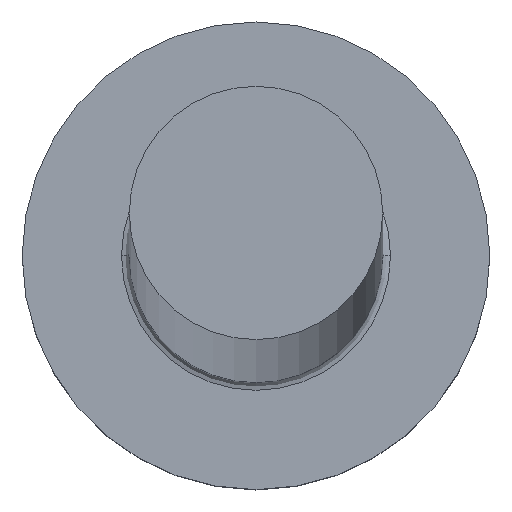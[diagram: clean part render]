
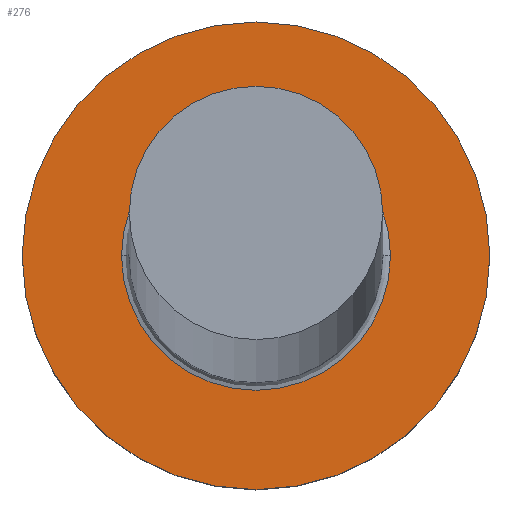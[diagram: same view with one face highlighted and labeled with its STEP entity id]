
A CAD part, top view. The second image highlights one B-rep face of the part: STEP entity #276.
In plain terms, the highlighted planar face has unit normal (0, 0, 1).
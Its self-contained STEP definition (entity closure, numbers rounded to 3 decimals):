
#8 = VERTEX_POINT ( 'NONE', #142 ) ;
#13 = ORIENTED_EDGE ( 'NONE', *, *, #133, .T. ) ;
#23 = DIRECTION ( 'NONE',  ( 0., 0., 1. ) ) ;
#26 = CARTESIAN_POINT ( 'NONE',  ( 6., 0., 5. ) ) ;
#28 = DIRECTION ( 'NONE',  ( 0., 0., -1. ) ) ;
#43 = CARTESIAN_POINT ( 'NONE',  ( -3.45, 0., 5. ) ) ;
#44 = DIRECTION ( 'NONE',  ( 0., 0., 1. ) ) ;
#48 = AXIS2_PLACEMENT_3D ( 'NONE', #131, #105, #274 ) ;
#49 = FACE_BOUND ( 'NONE', #136, .T. ) ;
#52 = ORIENTED_EDGE ( 'NONE', *, *, #234, .T. ) ;
#53 = DIRECTION ( 'NONE',  ( 1., 0., 0. ) ) ;
#105 = DIRECTION ( 'NONE',  ( 0., 0., -1. ) ) ;
#107 = CIRCLE ( 'NONE', #297, 3.45 ) ;
#108 = FACE_OUTER_BOUND ( 'NONE', #160, .T. ) ;
#121 = CIRCLE ( 'NONE', #163, 6. ) ;
#123 = AXIS2_PLACEMENT_3D ( 'NONE', #199, #44, #144 ) ;
#131 = CARTESIAN_POINT ( 'NONE',  ( 0., 0., 5. ) ) ;
#133 = EDGE_CURVE ( 'NONE', #302, #228, #121, .T. ) ;
#136 = EDGE_LOOP ( 'NONE', ( #167, #138 ) ) ;
#138 = ORIENTED_EDGE ( 'NONE', *, *, #280, .T. ) ;
#142 = CARTESIAN_POINT ( 'NONE',  ( 3.45, 0., 5. ) ) ;
#144 = DIRECTION ( 'NONE',  ( 1., 0., 0. ) ) ;
#146 = DIRECTION ( 'NONE',  ( 1., 0., 0. ) ) ;
#160 = EDGE_LOOP ( 'NONE', ( #52, #13 ) ) ;
#163 = AXIS2_PLACEMENT_3D ( 'NONE', #266, #23, #146 ) ;
#167 = ORIENTED_EDGE ( 'NONE', *, *, #307, .T. ) ;
#197 = CARTESIAN_POINT ( 'NONE',  ( -6., 0., 5. ) ) ;
#199 = CARTESIAN_POINT ( 'NONE',  ( 0., 0., 5. ) ) ;
#202 = CARTESIAN_POINT ( 'NONE',  ( 0., 0., 5. ) ) ;
#208 = VERTEX_POINT ( 'NONE', #43 ) ;
#225 = DIRECTION ( 'NONE',  ( 0., 0., 1. ) ) ;
#228 = VERTEX_POINT ( 'NONE', #197 ) ;
#232 = AXIS2_PLACEMENT_3D ( 'NONE', #245, #225, #271 ) ;
#234 = EDGE_CURVE ( 'NONE', #228, #302, #242, .T. ) ;
#242 = CIRCLE ( 'NONE', #123, 6. ) ;
#245 = CARTESIAN_POINT ( 'NONE',  ( 0., 0., 5. ) ) ;
#250 = PLANE ( 'NONE',  #232 ) ;
#266 = CARTESIAN_POINT ( 'NONE',  ( 0., 0., 5. ) ) ;
#271 = DIRECTION ( 'NONE',  ( 1., 0., 0. ) ) ;
#273 = CIRCLE ( 'NONE', #48, 3.45 ) ;
#274 = DIRECTION ( 'NONE',  ( 1., 0., 0. ) ) ;
#276 = ADVANCED_FACE ( 'NONE', ( #49, #108 ), #250, .T. ) ;
#280 = EDGE_CURVE ( 'NONE', #208, #8, #107, .T. ) ;
#297 = AXIS2_PLACEMENT_3D ( 'NONE', #202, #28, #53 ) ;
#302 = VERTEX_POINT ( 'NONE', #26 ) ;
#307 = EDGE_CURVE ( 'NONE', #8, #208, #273, .T. ) ;
